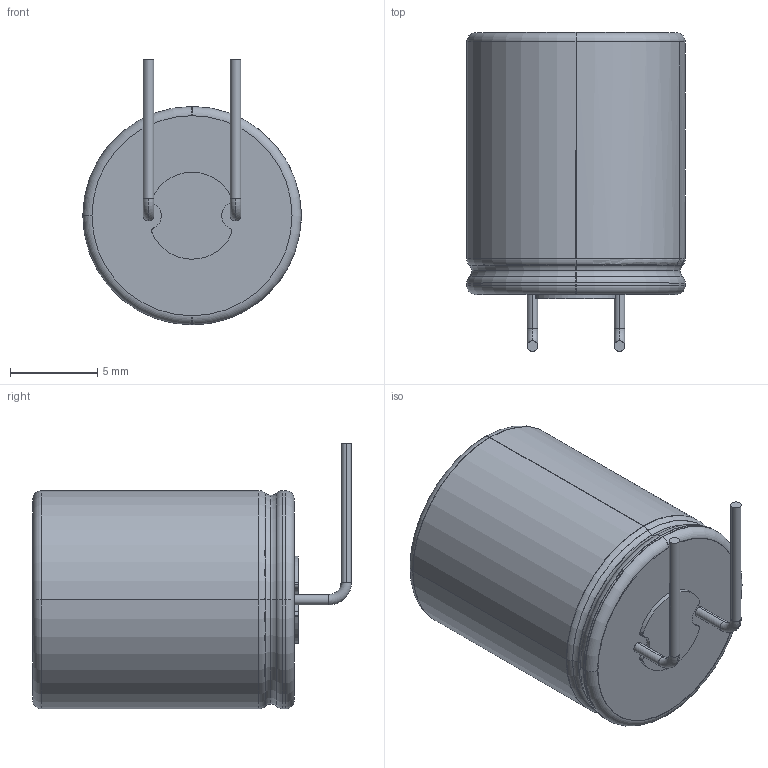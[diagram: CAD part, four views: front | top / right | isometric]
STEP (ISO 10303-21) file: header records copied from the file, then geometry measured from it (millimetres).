
FILE_DESCRIPTION (( 'STEP AP214' ), '1' );
FILE_NAME ('THD Capacitor Polar 12.5x15x5mm LA.STEP', '2019-02-19T10:00:53', ( '' ), ( '' ), 'SwSTEP 2.0', 'SolidWorks 2018', '' );
FILE_SCHEMA (( 'AUTOMOTIVE_DESIGN' ));
Length unit declared in the file: millimetre
Products named in the file (1): THD Capacitor Polar 12.5x15x5mm LA
Bounding box: 12.55 x 18.33 x 15.28 mm (x, y, z)
Surface area: 1796.2 mm2 (no closed solid volume)
Topology: 0 solids, 4 shells, 108 faces, 280 edges, 187 vertices
Faces by surface type: cylinder 62, torus 40, plane 6
Entity records: 4412 total; most frequent: CARTESIAN_POINT 648, DIRECTION 643, ORIENTED_EDGE 506, EDGE_CURVE 280, AXIS2_PLACEMENT_3D 278, VERTEX_POINT 187, CIRCLE 169, EDGE_LOOP 118
